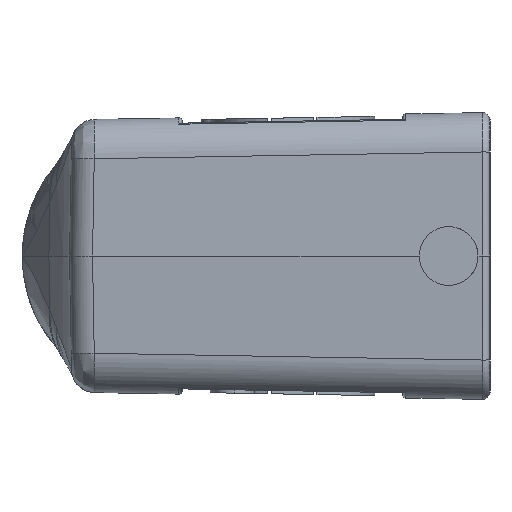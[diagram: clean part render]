
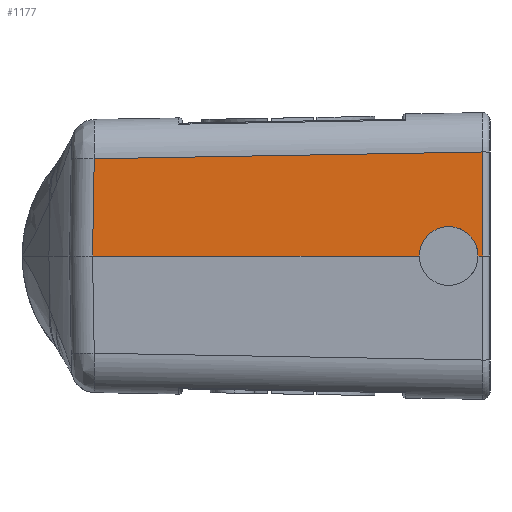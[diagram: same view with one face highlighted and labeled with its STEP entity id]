
A CAD part, left-side view. The second image highlights one B-rep face of the part: STEP entity #1177.
In plain terms, the highlighted planar face has unit normal (-1, 0.018, 0.017).
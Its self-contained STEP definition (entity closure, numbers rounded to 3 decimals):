
#322=B_SPLINE_CURVE_WITH_KNOTS('',3,(#14238,#14239,#14240,#14241),
 .UNSPECIFIED.,.F.,.F.,(4,4),(0.,1.),.UNSPECIFIED.);
#331=B_SPLINE_CURVE_WITH_KNOTS('',3,(#14287,#14288,#14289,#14290),
 .UNSPECIFIED.,.F.,.F.,(4,4),(0.,1.),.UNSPECIFIED.);
#398=B_SPLINE_CURVE_WITH_KNOTS('',3,(#15863,#15864,#15865,#15866,#15867,
#15868),.UNSPECIFIED.,.F.,.F.,(4,2,4),(0.,0.5,1.),.UNSPECIFIED.);
#399=B_SPLINE_CURVE_WITH_KNOTS('',3,(#15874,#15875,#15876,#15877),
 .UNSPECIFIED.,.F.,.F.,(4,4),(0.,1.),.UNSPECIFIED.);
#1177=ADVANCED_FACE('',(#1839),#1437,.T.);
#1437=PLANE('',#8113);
#1839=FACE_OUTER_BOUND('',#2308,.T.);
#2308=EDGE_LOOP('',(#4425,#4426,#4427,#4428,#4429,#4430,#4431));
#4425=ORIENTED_EDGE('',*,*,#6237,.F.);
#4426=ORIENTED_EDGE('',*,*,#6238,.T.);
#4427=ORIENTED_EDGE('',*,*,#6145,.T.);
#4428=ORIENTED_EDGE('',*,*,#6135,.F.);
#4429=ORIENTED_EDGE('',*,*,#6235,.F.);
#4430=ORIENTED_EDGE('',*,*,#6239,.T.);
#4431=ORIENTED_EDGE('',*,*,#6240,.F.);
#5116=VERTEX_POINT('',#14237);
#5117=VERTEX_POINT('',#14242);
#5121=VERTEX_POINT('',#14291);
#5164=VERTEX_POINT('',#15858);
#5166=VERTEX_POINT('',#15869);
#5167=VERTEX_POINT('',#15870);
#5168=VERTEX_POINT('',#15873);
#6135=EDGE_CURVE('',#5116,#5117,#322,.T.);
#6145=EDGE_CURVE('',#5121,#5117,#331,.T.);
#6235=EDGE_CURVE('',#5164,#5116,#6894,.T.);
#6237=EDGE_CURVE('',#5166,#5167,#398,.T.);
#6238=EDGE_CURVE('',#5166,#5121,#6896,.T.);
#6239=EDGE_CURVE('',#5164,#5168,#6897,.T.);
#6240=EDGE_CURVE('',#5167,#5168,#399,.T.);
#6894=LINE('',#15860,#7549);
#6896=LINE('',#15871,#7551);
#6897=LINE('',#15872,#7552);
#7549=VECTOR('',#9887,1.);
#7551=VECTOR('',#9891,1.);
#7552=VECTOR('',#9892,1.);
#8113=AXIS2_PLACEMENT_3D('',#15878,#9893,#9894);
#9887=DIRECTION('',(0.017,-0.017,1.));
#9891=DIRECTION('',(-0.017,-1.,0.));
#9892=DIRECTION('',(-0.017,-1.,0.));
#9893=DIRECTION('',(-1.,0.017,0.017));
#9894=DIRECTION('',(0.017,0.,1.));
#14237=CARTESIAN_POINT('',(-45.462,129.207,14.572));
#14238=CARTESIAN_POINT('',(-45.462,129.207,14.572));
#14239=CARTESIAN_POINT('',(-45.795,109.811,14.911));
#14240=CARTESIAN_POINT('',(-46.127,90.414,15.249));
#14241=CARTESIAN_POINT('',(-46.46,71.017,15.588));
#14242=CARTESIAN_POINT('',(-46.46,71.017,15.588));
#14287=CARTESIAN_POINT('',(-46.732,71.017,0.));
#14288=CARTESIAN_POINT('',(-46.642,71.017,5.196));
#14289=CARTESIAN_POINT('',(-46.551,71.017,10.392));
#14290=CARTESIAN_POINT('',(-46.46,71.017,15.588));
#14291=CARTESIAN_POINT('',(-46.732,71.017,0.));
#15858=CARTESIAN_POINT('',(-45.712,129.462,0.));
#15860=CARTESIAN_POINT('',(-45.712,129.462,0.));
#15863=CARTESIAN_POINT('',(-46.72,71.7,0.));
#15864=CARTESIAN_POINT('',(-46.707,71.7,0.784));
#15865=CARTESIAN_POINT('',(-46.681,71.914,2.037));
#15866=CARTESIAN_POINT('',(-46.606,74.063,4.186));
#15867=CARTESIAN_POINT('',(-46.58,75.316,4.4));
#15868=CARTESIAN_POINT('',(-46.567,76.1,4.4));
#15869=CARTESIAN_POINT('',(-46.72,71.7,0.));
#15870=CARTESIAN_POINT('',(-46.567,76.1,4.4));
#15871=CARTESIAN_POINT('',(-46.72,71.7,0.));
#15872=CARTESIAN_POINT('',(-45.712,129.462,0.));
#15873=CARTESIAN_POINT('',(-46.567,80.5,0.));
#15874=CARTESIAN_POINT('',(-46.567,76.1,4.4));
#15875=CARTESIAN_POINT('',(-46.524,78.53,4.4));
#15876=CARTESIAN_POINT('',(-46.524,80.5,2.43));
#15877=CARTESIAN_POINT('',(-46.567,80.5,0.));
#15878=CARTESIAN_POINT('',(-46.333,70.,23.912));
